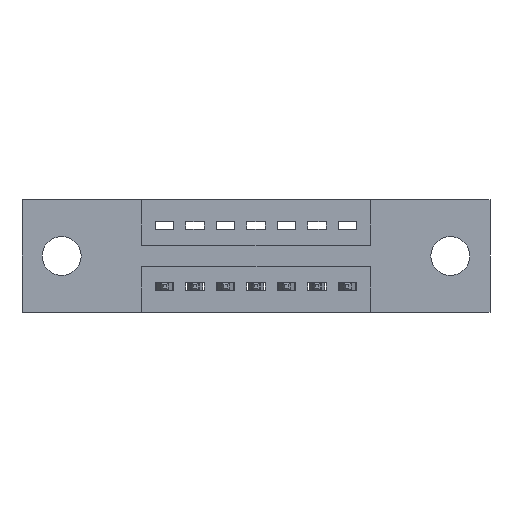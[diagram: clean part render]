
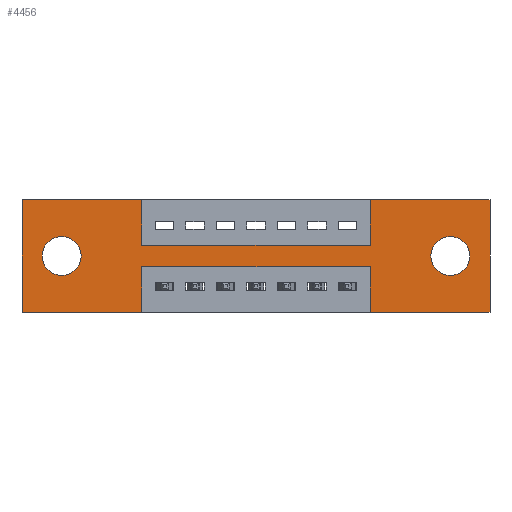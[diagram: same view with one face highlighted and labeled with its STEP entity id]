
A CAD part, front view. The second image highlights one B-rep face of the part: STEP entity #4456.
In plain terms, the highlighted planar face has unit normal (0, -1, 0).
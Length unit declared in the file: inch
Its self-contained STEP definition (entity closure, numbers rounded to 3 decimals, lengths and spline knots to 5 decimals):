
#50 = CARTESIAN_POINT ( 'NONE',  ( 1.1425, 0., -0.22 ) ) ;
#219 = VECTOR ( 'NONE', #7636, 39.37008 ) ;
#249 = CARTESIAN_POINT ( 'NONE',  ( 0.13, 0., -0.185 ) ) ;
#325 = CIRCLE ( 'NONE', #4122, 0.064 ) ;
#419 = AXIS2_PLACEMENT_3D ( 'NONE', #1467, #1305, #1260 ) ;
#582 = CARTESIAN_POINT ( 'NONE',  ( 1.1425, 0., 0. ) ) ;
#670 = VERTEX_POINT ( 'NONE', #1563 ) ;
#828 = DIRECTION ( 'NONE',  ( 0., 0., 1. ) ) ;
#959 = VECTOR ( 'NONE', #5108, 39.37008 ) ;
#973 = CARTESIAN_POINT ( 'NONE',  ( 1.405, 0., -0.121 ) ) ;
#1041 = EDGE_CURVE ( 'NONE', #3867, #4298, #7873, .T. ) ;
#1064 = LINE ( 'NONE', #5405, #5317 ) ;
#1184 = CARTESIAN_POINT ( 'NONE',  ( 0.3925, 0., -0.37 ) ) ;
#1186 = VERTEX_POINT ( 'NONE', #6538 ) ;
#1260 = DIRECTION ( 'NONE',  ( 0., 0., -1. ) ) ;
#1305 = DIRECTION ( 'NONE',  ( 0., -1., 0. ) ) ;
#1321 = DIRECTION ( 'NONE',  ( 0., 0., -1. ) ) ;
#1324 = DIRECTION ( 'NONE',  ( 0., 1., 0. ) ) ;
#1353 = PLANE ( 'NONE',  #419 ) ;
#1416 = CARTESIAN_POINT ( 'NONE',  ( 1.405, 0., -0.185 ) ) ;
#1467 = CARTESIAN_POINT ( 'NONE',  ( 0., 0., -0.37 ) ) ;
#1528 = VECTOR ( 'NONE', #3687, 39.37008 ) ;
#1562 = DIRECTION ( 'NONE',  ( 0., 0., -1. ) ) ;
#1563 = CARTESIAN_POINT ( 'NONE',  ( 1.535, 0., -0.37 ) ) ;
#1582 = CARTESIAN_POINT ( 'NONE',  ( 1.535, 0., 0. ) ) ;
#1616 = VERTEX_POINT ( 'NONE', #582 ) ;
#1672 = EDGE_CURVE ( 'NONE', #2579, #3341, #9635, .T. ) ;
#1715 = VERTEX_POINT ( 'NONE', #8370 ) ;
#1725 = CIRCLE ( 'NONE', #9612, 0.064 ) ;
#1728 = AXIS2_PLACEMENT_3D ( 'NONE', #249, #6678, #6671 ) ;
#1800 = LINE ( 'NONE', #1582, #9283 ) ;
#1820 = CARTESIAN_POINT ( 'NONE',  ( 0.3925, 0., 0. ) ) ;
#1948 = CARTESIAN_POINT ( 'NONE',  ( 0.3925, 0., 0. ) ) ;
#2093 = EDGE_CURVE ( 'NONE', #9515, #3867, #3920, .T. ) ;
#2265 = ORIENTED_EDGE ( 'NONE', *, *, #4167, .T. ) ;
#2290 = VERTEX_POINT ( 'NONE', #973 ) ;
#2308 = LINE ( 'NONE', #6129, #4738 ) ;
#2448 = DIRECTION ( 'NONE',  ( 0., 0., -1. ) ) ;
#2529 = CARTESIAN_POINT ( 'NONE',  ( 1.1425, 0., -0.37 ) ) ;
#2530 = VERTEX_POINT ( 'NONE', #3364 ) ;
#2570 = ORIENTED_EDGE ( 'NONE', *, *, #6007, .F. ) ;
#2579 = VERTEX_POINT ( 'NONE', #1820 ) ;
#2689 = CARTESIAN_POINT ( 'NONE',  ( 0., 0., -0.37 ) ) ;
#2907 = EDGE_CURVE ( 'NONE', #1616, #5568, #2308, .T. ) ;
#2970 = EDGE_CURVE ( 'NONE', #1186, #2579, #9212, .T. ) ;
#3341 = VERTEX_POINT ( 'NONE', #9352 ) ;
#3347 = ORIENTED_EDGE ( 'NONE', *, *, #1041, .F. ) ;
#3364 = CARTESIAN_POINT ( 'NONE',  ( 0.13, 0., -0.121 ) ) ;
#3475 = AXIS2_PLACEMENT_3D ( 'NONE', #1416, #6885, #2448 ) ;
#3477 = VERTEX_POINT ( 'NONE', #5544 ) ;
#3503 = EDGE_CURVE ( 'NONE', #3341, #9071, #4852, .T. ) ;
#3576 = DIRECTION ( 'NONE',  ( -1., 0., 0. ) ) ;
#3667 = CARTESIAN_POINT ( 'NONE',  ( 1.535, 0., 0. ) ) ;
#3687 = DIRECTION ( 'NONE',  ( 0., 0., -1. ) ) ;
#3788 = VECTOR ( 'NONE', #5155, 39.37008 ) ;
#3867 = VERTEX_POINT ( 'NONE', #8219 ) ;
#3920 = LINE ( 'NONE', #1184, #1528 ) ;
#4102 = FACE_BOUND ( 'NONE', #5929, .T. ) ;
#4122 = AXIS2_PLACEMENT_3D ( 'NONE', #5333, #5331, #5325 ) ;
#4167 = EDGE_CURVE ( 'NONE', #2530, #3477, #325, .T. ) ;
#4239 = ORIENTED_EDGE ( 'NONE', *, *, #7260, .T. ) ;
#4298 = VERTEX_POINT ( 'NONE', #2689 ) ;
#4449 = EDGE_CURVE ( 'NONE', #5568, #670, #1800, .T. ) ;
#4456 = ADVANCED_FACE ( 'NONE', ( #4102, #7587, #9494 ), #1353, .T. ) ;
#4494 = ORIENTED_EDGE ( 'NONE', *, *, #5653, .T. ) ;
#4538 = VECTOR ( 'NONE', #1321, 39.37008 ) ;
#4588 = VERTEX_POINT ( 'NONE', #50 ) ;
#4601 = CARTESIAN_POINT ( 'NONE',  ( 0.3925, 0., -0.22 ) ) ;
#4625 = CARTESIAN_POINT ( 'NONE',  ( 1.1425, 0., -0.15 ) ) ;
#4679 = LINE ( 'NONE', #6616, #9757 ) ;
#4709 = ORIENTED_EDGE ( 'NONE', *, *, #4449, .F. ) ;
#4738 = VECTOR ( 'NONE', #6213, 39.37008 ) ;
#4852 = LINE ( 'NONE', #6036, #959 ) ;
#5069 = VECTOR ( 'NONE', #7613, 39.37008 ) ;
#5108 = DIRECTION ( 'NONE',  ( 1., 0., 0. ) ) ;
#5144 = ORIENTED_EDGE ( 'NONE', *, *, #2970, .F. ) ;
#5155 = DIRECTION ( 'NONE',  ( 1., 0., 0. ) ) ;
#5180 = EDGE_LOOP ( 'NONE', ( #6303, #8126, #9784, #2570, #4709, #6505, #8330, #9987, #6718, #5144, #8719, #3347 ) ) ;
#5230 = CARTESIAN_POINT ( 'NONE',  ( 0., 0., 0. ) ) ;
#5300 = CIRCLE ( 'NONE', #3475, 0.064 ) ;
#5317 = VECTOR ( 'NONE', #828, 39.37008 ) ;
#5322 = LINE ( 'NONE', #9986, #8692 ) ;
#5325 = DIRECTION ( 'NONE',  ( 0., 0., 1. ) ) ;
#5331 = DIRECTION ( 'NONE',  ( 0., 1., 0. ) ) ;
#5333 = CARTESIAN_POINT ( 'NONE',  ( 0.13, 0., -0.185 ) ) ;
#5405 = CARTESIAN_POINT ( 'NONE',  ( 0., 0., 0. ) ) ;
#5544 = CARTESIAN_POINT ( 'NONE',  ( 0.13, 0., -0.249 ) ) ;
#5564 = CARTESIAN_POINT ( 'NONE',  ( 0.3925, 0., -0.22 ) ) ;
#5568 = VERTEX_POINT ( 'NONE', #3667 ) ;
#5653 = EDGE_CURVE ( 'NONE', #3477, #2530, #6080, .T. ) ;
#5929 = EDGE_LOOP ( 'NONE', ( #4239, #9588 ) ) ;
#5944 = EDGE_CURVE ( 'NONE', #9071, #1616, #5322, .T. ) ;
#5978 = EDGE_LOOP ( 'NONE', ( #2265, #4494 ) ) ;
#6007 = EDGE_CURVE ( 'NONE', #670, #1715, #4679, .T. ) ;
#6036 = CARTESIAN_POINT ( 'NONE',  ( 0.3925, 0., -0.15 ) ) ;
#6080 = CIRCLE ( 'NONE', #1728, 0.064 ) ;
#6129 = CARTESIAN_POINT ( 'NONE',  ( 0., 0., 0. ) ) ;
#6150 = CARTESIAN_POINT ( 'NONE',  ( 1.405, 0., -0.185 ) ) ;
#6213 = DIRECTION ( 'NONE',  ( 1., 0., 0. ) ) ;
#6303 = ORIENTED_EDGE ( 'NONE', *, *, #2093, .F. ) ;
#6342 = EDGE_CURVE ( 'NONE', #4298, #1186, #1064, .T. ) ;
#6464 = VECTOR ( 'NONE', #3576, 39.37008 ) ;
#6505 = ORIENTED_EDGE ( 'NONE', *, *, #2907, .F. ) ;
#6538 = CARTESIAN_POINT ( 'NONE',  ( 0., 0., 0. ) ) ;
#6593 = CARTESIAN_POINT ( 'NONE',  ( 0., 0., -0.37 ) ) ;
#6616 = CARTESIAN_POINT ( 'NONE',  ( 0., 0., -0.37 ) ) ;
#6671 = DIRECTION ( 'NONE',  ( 0., 0., 1. ) ) ;
#6678 = DIRECTION ( 'NONE',  ( 0., 1., 0. ) ) ;
#6718 = ORIENTED_EDGE ( 'NONE', *, *, #1672, .F. ) ;
#6819 = DIRECTION ( 'NONE',  ( 0., 0., -1. ) ) ;
#6885 = DIRECTION ( 'NONE',  ( 0., 1., 0. ) ) ;
#6961 = DIRECTION ( 'NONE',  ( -1., 0., 0. ) ) ;
#7213 = EDGE_CURVE ( 'NONE', #8467, #2290, #1725, .T. ) ;
#7260 = EDGE_CURVE ( 'NONE', #2290, #8467, #5300, .T. ) ;
#7315 = EDGE_CURVE ( 'NONE', #1715, #4588, #9938, .T. ) ;
#7587 = FACE_BOUND ( 'NONE', #5978, .T. ) ;
#7613 = DIRECTION ( 'NONE',  ( -1., 0., 0. ) ) ;
#7636 = DIRECTION ( 'NONE',  ( 0., 0., 1. ) ) ;
#7873 = LINE ( 'NONE', #6593, #6464 ) ;
#8126 = ORIENTED_EDGE ( 'NONE', *, *, #8641, .F. ) ;
#8219 = CARTESIAN_POINT ( 'NONE',  ( 0.3925, 0., -0.37 ) ) ;
#8330 = ORIENTED_EDGE ( 'NONE', *, *, #5944, .F. ) ;
#8370 = CARTESIAN_POINT ( 'NONE',  ( 1.1425, 0., -0.37 ) ) ;
#8467 = VERTEX_POINT ( 'NONE', #8764 ) ;
#8641 = EDGE_CURVE ( 'NONE', #4588, #9515, #9022, .T. ) ;
#8692 = VECTOR ( 'NONE', #9837, 39.37008 ) ;
#8719 = ORIENTED_EDGE ( 'NONE', *, *, #6342, .F. ) ;
#8764 = CARTESIAN_POINT ( 'NONE',  ( 1.405, 0., -0.249 ) ) ;
#9022 = LINE ( 'NONE', #5564, #5069 ) ;
#9071 = VERTEX_POINT ( 'NONE', #4625 ) ;
#9212 = LINE ( 'NONE', #5230, #3788 ) ;
#9283 = VECTOR ( 'NONE', #1562, 39.37008 ) ;
#9352 = CARTESIAN_POINT ( 'NONE',  ( 0.3925, 0., -0.15 ) ) ;
#9494 = FACE_OUTER_BOUND ( 'NONE', #5180, .T. ) ;
#9515 = VERTEX_POINT ( 'NONE', #4601 ) ;
#9588 = ORIENTED_EDGE ( 'NONE', *, *, #7213, .T. ) ;
#9612 = AXIS2_PLACEMENT_3D ( 'NONE', #6150, #1324, #6819 ) ;
#9635 = LINE ( 'NONE', #1948, #4538 ) ;
#9757 = VECTOR ( 'NONE', #6961, 39.37008 ) ;
#9784 = ORIENTED_EDGE ( 'NONE', *, *, #7315, .F. ) ;
#9837 = DIRECTION ( 'NONE',  ( 0., 0., 1. ) ) ;
#9938 = LINE ( 'NONE', #2529, #219 ) ;
#9986 = CARTESIAN_POINT ( 'NONE',  ( 1.1425, 0., 0. ) ) ;
#9987 = ORIENTED_EDGE ( 'NONE', *, *, #3503, .F. ) ;
